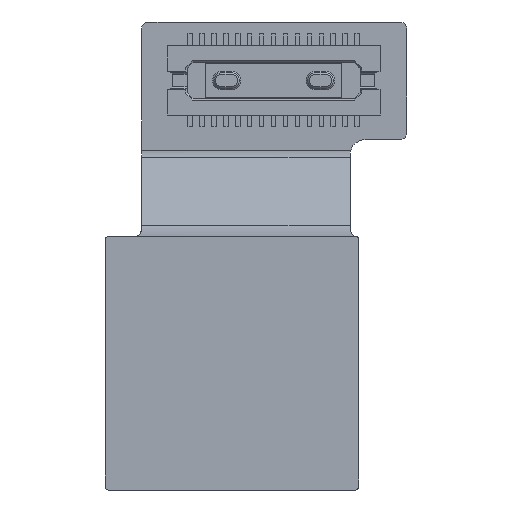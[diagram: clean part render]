
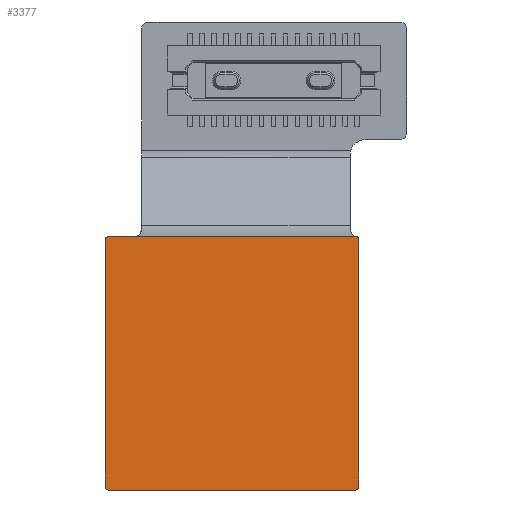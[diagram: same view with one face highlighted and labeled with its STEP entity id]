
A CAD part, front view. The second image highlights one B-rep face of the part: STEP entity #3377.
In plain terms, the highlighted planar face has unit normal (0, -1, 0).
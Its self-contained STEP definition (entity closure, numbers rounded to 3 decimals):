
#10 = ORIENTED_EDGE ( 'NONE', *, *, #6795, .F. ) ;
#97 = DIRECTION ( 'NONE',  ( 0., -1., 0. ) ) ;
#217 = EDGE_CURVE ( 'NONE', #9581, #2118, #3330, .T. ) ;
#875 = CARTESIAN_POINT ( 'NONE',  ( -4.15, 0., 4.15 ) ) ;
#922 = PLANE ( 'NONE',  #1379 ) ;
#993 = LINE ( 'NONE', #13355, #6570 ) ;
#1157 = VERTEX_POINT ( 'NONE', #1684 ) ;
#1379 = AXIS2_PLACEMENT_3D ( 'NONE', #11983, #14171, #3180 ) ;
#1684 = CARTESIAN_POINT ( 'NONE',  ( 4.187, 0., 4.25 ) ) ;
#1894 = CARTESIAN_POINT ( 'NONE',  ( -4.25, 0., 4.15 ) ) ;
#2006 = DIRECTION ( 'NONE',  ( 0., 0., 1. ) ) ;
#2112 = CARTESIAN_POINT ( 'NONE',  ( 6., 0., 4.25 ) ) ;
#2118 = VERTEX_POINT ( 'NONE', #3822 ) ;
#2386 = AXIS2_PLACEMENT_3D ( 'NONE', #6776, #97, #7879 ) ;
#2846 = EDGE_CURVE ( 'NONE', #10688, #9581, #6278, .T. ) ;
#3021 = VERTEX_POINT ( 'NONE', #3562 ) ;
#3180 = DIRECTION ( 'NONE',  ( 0., 0., 1. ) ) ;
#3209 = VECTOR ( 'NONE', #4734, 1000. ) ;
#3330 = CIRCLE ( 'NONE', #2386, 0.1 ) ;
#3351 = EDGE_CURVE ( 'NONE', #10153, #10688, #5423, .T. ) ;
#3352 = CARTESIAN_POINT ( 'NONE',  ( -4.15, 0., 4.25 ) ) ;
#3377 = ADVANCED_FACE ( 'NONE', ( #6993 ), #922, .F. ) ;
#3562 = CARTESIAN_POINT ( 'NONE',  ( -3.28, 0., 4.25 ) ) ;
#3566 = CARTESIAN_POINT ( 'NONE',  ( 4.15, 0., 4.157 ) ) ;
#3623 = CARTESIAN_POINT ( 'NONE',  ( 6., 0., -4.25 ) ) ;
#3684 = LINE ( 'NONE', #10411, #12171 ) ;
#3822 = CARTESIAN_POINT ( 'NONE',  ( -4.15, 0., -4.25 ) ) ;
#3867 = CARTESIAN_POINT ( 'NONE',  ( 4.15, 0., -4.15 ) ) ;
#3935 = CARTESIAN_POINT ( 'NONE',  ( 4.25, 0., 4.157 ) ) ;
#4317 = ORIENTED_EDGE ( 'NONE', *, *, #2846, .T. ) ;
#4677 = DIRECTION ( 'NONE',  ( 0., 0., -1. ) ) ;
#4688 = DIRECTION ( 'NONE',  ( 0., 0., 1. ) ) ;
#4734 = DIRECTION ( 'NONE',  ( -1., 0., 0. ) ) ;
#4987 = DIRECTION ( 'NONE',  ( 0., 0., 1. ) ) ;
#5144 = CIRCLE ( 'NONE', #13710, 0.1 ) ;
#5387 = EDGE_LOOP ( 'NONE', ( #4317, #9314, #10, #9440, #11244, #5649, #12907, #13021, #6857 ) ) ;
#5423 = CIRCLE ( 'NONE', #8346, 0.1 ) ;
#5596 = DIRECTION ( 'NONE',  ( 0., 0., 1. ) ) ;
#5649 = ORIENTED_EDGE ( 'NONE', *, *, #7046, .T. ) ;
#6278 = LINE ( 'NONE', #8982, #8894 ) ;
#6499 = LINE ( 'NONE', #3623, #3209 ) ;
#6570 = VECTOR ( 'NONE', #5596, 1000. ) ;
#6776 = CARTESIAN_POINT ( 'NONE',  ( -4.15, 0., -4.15 ) ) ;
#6795 = EDGE_CURVE ( 'NONE', #9928, #2118, #6499, .T. ) ;
#6857 = ORIENTED_EDGE ( 'NONE', *, *, #3351, .T. ) ;
#6993 = FACE_OUTER_BOUND ( 'NONE', #5387, .T. ) ;
#7046 = EDGE_CURVE ( 'NONE', #11554, #1157, #10833, .T. ) ;
#7248 = CARTESIAN_POINT ( 'NONE',  ( 4.25, 0., -4.15 ) ) ;
#7804 = EDGE_CURVE ( 'NONE', #9928, #9326, #5144, .T. ) ;
#7879 = DIRECTION ( 'NONE',  ( 0., 0., 1. ) ) ;
#8346 = AXIS2_PLACEMENT_3D ( 'NONE', #875, #8672, #2006 ) ;
#8572 = VECTOR ( 'NONE', #12142, 1000. ) ;
#8672 = DIRECTION ( 'NONE',  ( 0., -1., 0. ) ) ;
#8894 = VECTOR ( 'NONE', #4677, 1000. ) ;
#8982 = CARTESIAN_POINT ( 'NONE',  ( -4.25, 0., -4.25 ) ) ;
#9187 = EDGE_CURVE ( 'NONE', #1157, #3021, #3684, .T. ) ;
#9314 = ORIENTED_EDGE ( 'NONE', *, *, #217, .T. ) ;
#9326 = VERTEX_POINT ( 'NONE', #7248 ) ;
#9440 = ORIENTED_EDGE ( 'NONE', *, *, #7804, .T. ) ;
#9581 = VERTEX_POINT ( 'NONE', #12102 ) ;
#9644 = EDGE_CURVE ( 'NONE', #9326, #11554, #993, .T. ) ;
#9928 = VERTEX_POINT ( 'NONE', #12813 ) ;
#10153 = VERTEX_POINT ( 'NONE', #3352 ) ;
#10411 = CARTESIAN_POINT ( 'NONE',  ( 6., 0., 4.25 ) ) ;
#10688 = VERTEX_POINT ( 'NONE', #1894 ) ;
#10833 = CIRCLE ( 'NONE', #12120, 0.1 ) ;
#11244 = ORIENTED_EDGE ( 'NONE', *, *, #9644, .T. ) ;
#11322 = DIRECTION ( 'NONE',  ( 0., -1., 0. ) ) ;
#11538 = DIRECTION ( 'NONE',  ( -1., 0., 0. ) ) ;
#11554 = VERTEX_POINT ( 'NONE', #3935 ) ;
#11645 = DIRECTION ( 'NONE',  ( 0., -1., 0. ) ) ;
#11722 = EDGE_CURVE ( 'NONE', #3021, #10153, #12598, .T. ) ;
#11983 = CARTESIAN_POINT ( 'NONE',  ( 6., 0., -4.25 ) ) ;
#12102 = CARTESIAN_POINT ( 'NONE',  ( -4.25, 0., -4.15 ) ) ;
#12120 = AXIS2_PLACEMENT_3D ( 'NONE', #3566, #11322, #4688 ) ;
#12142 = DIRECTION ( 'NONE',  ( -1., 0., 0. ) ) ;
#12171 = VECTOR ( 'NONE', #11538, 1000. ) ;
#12598 = LINE ( 'NONE', #2112, #8572 ) ;
#12813 = CARTESIAN_POINT ( 'NONE',  ( 4.15, 0., -4.25 ) ) ;
#12907 = ORIENTED_EDGE ( 'NONE', *, *, #9187, .T. ) ;
#13021 = ORIENTED_EDGE ( 'NONE', *, *, #11722, .T. ) ;
#13355 = CARTESIAN_POINT ( 'NONE',  ( 4.25, 0., -4.25 ) ) ;
#13710 = AXIS2_PLACEMENT_3D ( 'NONE', #3867, #11645, #4987 ) ;
#14171 = DIRECTION ( 'NONE',  ( 0., 1., 0. ) ) ;
